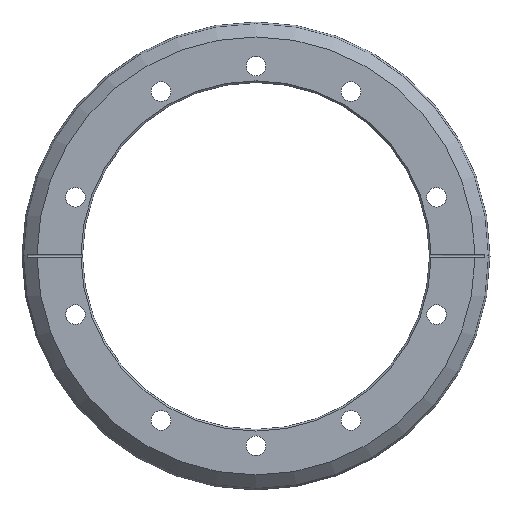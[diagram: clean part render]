
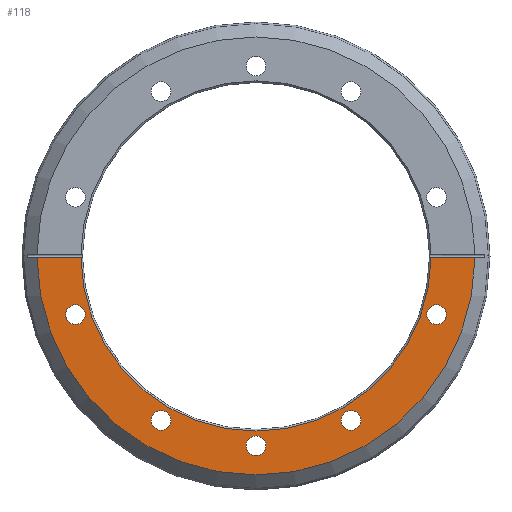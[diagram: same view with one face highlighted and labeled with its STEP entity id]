
A CAD part, top view. The second image highlights one B-rep face of the part: STEP entity #118.
In plain terms, the highlighted planar face has unit normal (0, 0, 1).
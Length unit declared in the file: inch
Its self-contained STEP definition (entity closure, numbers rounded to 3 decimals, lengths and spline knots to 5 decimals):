
#9 = ORIENTED_EDGE ( 'NONE', *, *, #1720, .F. ) ;
#17 = CIRCLE ( 'NONE', #1450, 0.1875 ) ;
#26 = CIRCLE ( 'NONE', #1067, 0.1875 ) ;
#30 = FACE_BOUND ( 'NONE', #1174, .T. ) ;
#38 = DIRECTION ( 'NONE',  ( -1., 0., 0. ) ) ;
#48 = DIRECTION ( 'NONE',  ( 0., 0., -1. ) ) ;
#51 = AXIS2_PLACEMENT_3D ( 'NONE', #838, #1409, #514 ) ;
#54 = CARTESIAN_POINT ( 'NONE',  ( -1.625, -3.13934, 0. ) ) ;
#65 = CARTESIAN_POINT ( 'NONE',  ( 3.26014, -1.12, 0. ) ) ;
#81 = CARTESIAN_POINT ( 'NONE',  ( -1.8125, -3.13934, 0. ) ) ;
#118 = ADVANCED_FACE ( 'NONE', ( #1560, #1309, #30, #934, #1496, #627 ), #337, .F. ) ;
#123 = DIRECTION ( 'NONE',  ( 0., 0., -1. ) ) ;
#131 = CARTESIAN_POINT ( 'NONE',  ( 1.8125, -3.13934, 0. ) ) ;
#141 = LINE ( 'NONE', #573, #1306 ) ;
#143 = CARTESIAN_POINT ( 'NONE',  ( -4.18205, -0.03125, 0. ) ) ;
#220 = CARTESIAN_POINT ( 'NONE',  ( 0., 3.3125, 0. ) ) ;
#242 = ORIENTED_EDGE ( 'NONE', *, *, #1579, .T. ) ;
#262 = CARTESIAN_POINT ( 'NONE',  ( 0., -3.625, 0. ) ) ;
#264 = CIRCLE ( 'NONE', #51, 0.1875 ) ;
#283 = ORIENTED_EDGE ( 'NONE', *, *, #1678, .T. ) ;
#295 = CIRCLE ( 'NONE', #584, 0.1875 ) ;
#306 = EDGE_CURVE ( 'NONE', #660, #803, #523, .T. ) ;
#320 = CARTESIAN_POINT ( 'NONE',  ( 0., 0., 0. ) ) ;
#337 = PLANE ( 'NONE',  #1185 ) ;
#349 = EDGE_CURVE ( 'NONE', #513, #549, #264, .T. ) ;
#350 = ORIENTED_EDGE ( 'NONE', *, *, #306, .T. ) ;
#356 = CIRCLE ( 'NONE', #1148, 0.1875 ) ;
#371 = CARTESIAN_POINT ( 'NONE',  ( -3.44764, -1.12, 0. ) ) ;
#374 = VERTEX_POINT ( 'NONE', #1012 ) ;
#429 = ORIENTED_EDGE ( 'NONE', *, *, #571, .T. ) ;
#460 = ORIENTED_EDGE ( 'NONE', *, *, #1749, .T. ) ;
#468 = AXIS2_PLACEMENT_3D ( 'NONE', #1818, #685, #1081 ) ;
#473 = EDGE_LOOP ( 'NONE', ( #1106, #1353 ) ) ;
#502 = CIRCLE ( 'NONE', #676, 0.1875 ) ;
#513 = VERTEX_POINT ( 'NONE', #1753 ) ;
#514 = DIRECTION ( 'NONE',  ( -1., 0., 0. ) ) ;
#518 = CARTESIAN_POINT ( 'NONE',  ( 4.18205, -0.03125, 0. ) ) ;
#523 = CIRCLE ( 'NONE', #468, 3.34375 ) ;
#531 = DIRECTION ( 'NONE',  ( 0., 0., -1. ) ) ;
#533 = ORIENTED_EDGE ( 'NONE', *, *, #349, .T. ) ;
#534 = EDGE_CURVE ( 'NONE', #1402, #1080, #17, .T. ) ;
#549 = VERTEX_POINT ( 'NONE', #1745 ) ;
#571 = EDGE_CURVE ( 'NONE', #1618, #1569, #356, .T. ) ;
#573 = CARTESIAN_POINT ( 'NONE',  ( -4.48875, -0.03125, 0. ) ) ;
#584 = AXIS2_PLACEMENT_3D ( 'NONE', #131, #123, #1126 ) ;
#621 = AXIS2_PLACEMENT_3D ( 'NONE', #320, #1463, #749 ) ;
#627 = FACE_OUTER_BOUND ( 'NONE', #1267, .T. ) ;
#630 = CARTESIAN_POINT ( 'NONE',  ( -4.48875, -0.03125, 0. ) ) ;
#632 = CARTESIAN_POINT ( 'NONE',  ( -1.8125, -3.13934, 0. ) ) ;
#645 = AXIS2_PLACEMENT_3D ( 'NONE', #1212, #1347, #1329 ) ;
#660 = VERTEX_POINT ( 'NONE', #1221 ) ;
#670 = CARTESIAN_POINT ( 'NONE',  ( 3.44764, -1.12, 0. ) ) ;
#676 = AXIS2_PLACEMENT_3D ( 'NONE', #262, #850, #1670 ) ;
#685 = DIRECTION ( 'NONE',  ( 0., 0., -1. ) ) ;
#697 = DIRECTION ( 'NONE',  ( -1., 0., 0. ) ) ;
#702 = CIRCLE ( 'NONE', #645, 0.1875 ) ;
#715 = CARTESIAN_POINT ( 'NONE',  ( 2., -3.13934, 0. ) ) ;
#739 = AXIS2_PLACEMENT_3D ( 'NONE', #670, #1252, #697 ) ;
#749 = DIRECTION ( 'NONE',  ( 1., 0., 0. ) ) ;
#778 = EDGE_CURVE ( 'NONE', #1461, #1207, #295, .T. ) ;
#796 = AXIS2_PLACEMENT_3D ( 'NONE', #371, #48, #1495 ) ;
#798 = CIRCLE ( 'NONE', #621, 4.18217 ) ;
#803 = VERTEX_POINT ( 'NONE', #1406 ) ;
#834 = ORIENTED_EDGE ( 'NONE', *, *, #1130, .T. ) ;
#838 = CARTESIAN_POINT ( 'NONE',  ( 0., -3.625, 0. ) ) ;
#850 = DIRECTION ( 'NONE',  ( 0., 0., -1. ) ) ;
#856 = AXIS2_PLACEMENT_3D ( 'NONE', #1794, #531, #1249 ) ;
#922 = ORIENTED_EDGE ( 'NONE', *, *, #1812, .F. ) ;
#934 = FACE_BOUND ( 'NONE', #1443, .T. ) ;
#991 = VERTEX_POINT ( 'NONE', #518 ) ;
#1012 = CARTESIAN_POINT ( 'NONE',  ( -3.63514, -1.12, 0. ) ) ;
#1054 = DIRECTION ( 'NONE',  ( -1., 0., 0. ) ) ;
#1067 = AXIS2_PLACEMENT_3D ( 'NONE', #81, #1096, #1378 ) ;
#1068 = EDGE_LOOP ( 'NONE', ( #533, #460 ) ) ;
#1077 = LINE ( 'NONE', #630, #1244 ) ;
#1080 = VERTEX_POINT ( 'NONE', #1117 ) ;
#1081 = DIRECTION ( 'NONE',  ( -1., 0., 0. ) ) ;
#1095 = ORIENTED_EDGE ( 'NONE', *, *, #1415, .T. ) ;
#1096 = DIRECTION ( 'NONE',  ( 0., 0., -1. ) ) ;
#1106 = ORIENTED_EDGE ( 'NONE', *, *, #1769, .T. ) ;
#1117 = CARTESIAN_POINT ( 'NONE',  ( 3.63514, -1.12, 0. ) ) ;
#1126 = DIRECTION ( 'NONE',  ( -1., 0., 0. ) ) ;
#1130 = EDGE_CURVE ( 'NONE', #374, #1387, #1337, .T. ) ;
#1148 = AXIS2_PLACEMENT_3D ( 'NONE', #632, #1201, #1054 ) ;
#1174 = EDGE_LOOP ( 'NONE', ( #429, #283 ) ) ;
#1180 = EDGE_LOOP ( 'NONE', ( #1462, #1233 ) ) ;
#1185 = AXIS2_PLACEMENT_3D ( 'NONE', #220, #1348, #1763 ) ;
#1199 = DIRECTION ( 'NONE',  ( 1., 0., 0. ) ) ;
#1201 = DIRECTION ( 'NONE',  ( 0., 0., -1. ) ) ;
#1207 = VERTEX_POINT ( 'NONE', #715 ) ;
#1212 = CARTESIAN_POINT ( 'NONE',  ( 1.8125, -3.13934, 0. ) ) ;
#1221 = CARTESIAN_POINT ( 'NONE',  ( 3.3436, -0.03125, 0. ) ) ;
#1233 = ORIENTED_EDGE ( 'NONE', *, *, #778, .T. ) ;
#1244 = VECTOR ( 'NONE', #1199, 39.37008 ) ;
#1249 = DIRECTION ( 'NONE',  ( -1., 0., 0. ) ) ;
#1252 = DIRECTION ( 'NONE',  ( 0., 0., -1. ) ) ;
#1267 = EDGE_LOOP ( 'NONE', ( #242, #922, #350, #9 ) ) ;
#1306 = VECTOR ( 'NONE', #1661, 39.37008 ) ;
#1309 = FACE_BOUND ( 'NONE', #1180, .T. ) ;
#1326 = CARTESIAN_POINT ( 'NONE',  ( 3.44764, -1.12, 0. ) ) ;
#1329 = DIRECTION ( 'NONE',  ( -1., 0., 0. ) ) ;
#1337 = CIRCLE ( 'NONE', #856, 0.1875 ) ;
#1347 = DIRECTION ( 'NONE',  ( 0., 0., -1. ) ) ;
#1348 = DIRECTION ( 'NONE',  ( 0., 0., -1. ) ) ;
#1351 = DIRECTION ( 'NONE',  ( 0., 0., -1. ) ) ;
#1353 = ORIENTED_EDGE ( 'NONE', *, *, #534, .T. ) ;
#1371 = EDGE_CURVE ( 'NONE', #1207, #1461, #702, .T. ) ;
#1378 = DIRECTION ( 'NONE',  ( -1., 0., 0. ) ) ;
#1387 = VERTEX_POINT ( 'NONE', #1619 ) ;
#1402 = VERTEX_POINT ( 'NONE', #65 ) ;
#1406 = CARTESIAN_POINT ( 'NONE',  ( -3.3436, -0.03125, 0. ) ) ;
#1409 = DIRECTION ( 'NONE',  ( 0., 0., -1. ) ) ;
#1415 = EDGE_CURVE ( 'NONE', #1387, #374, #1600, .T. ) ;
#1443 = EDGE_LOOP ( 'NONE', ( #1095, #834 ) ) ;
#1450 = AXIS2_PLACEMENT_3D ( 'NONE', #1326, #1351, #38 ) ;
#1461 = VERTEX_POINT ( 'NONE', #1503 ) ;
#1462 = ORIENTED_EDGE ( 'NONE', *, *, #1371, .T. ) ;
#1463 = DIRECTION ( 'NONE',  ( 0., 0., 1. ) ) ;
#1495 = DIRECTION ( 'NONE',  ( -1., 0., 0. ) ) ;
#1496 = FACE_BOUND ( 'NONE', #1068, .T. ) ;
#1503 = CARTESIAN_POINT ( 'NONE',  ( 1.625, -3.13934, 0. ) ) ;
#1505 = VERTEX_POINT ( 'NONE', #143 ) ;
#1539 = CIRCLE ( 'NONE', #739, 0.1875 ) ;
#1560 = FACE_BOUND ( 'NONE', #473, .T. ) ;
#1569 = VERTEX_POINT ( 'NONE', #1588 ) ;
#1579 = EDGE_CURVE ( 'NONE', #1505, #991, #798, .T. ) ;
#1588 = CARTESIAN_POINT ( 'NONE',  ( -2., -3.13934, 0. ) ) ;
#1600 = CIRCLE ( 'NONE', #796, 0.1875 ) ;
#1618 = VERTEX_POINT ( 'NONE', #54 ) ;
#1619 = CARTESIAN_POINT ( 'NONE',  ( -3.26014, -1.12, 0. ) ) ;
#1661 = DIRECTION ( 'NONE',  ( 1., 0., 0. ) ) ;
#1670 = DIRECTION ( 'NONE',  ( -1., 0., 0. ) ) ;
#1678 = EDGE_CURVE ( 'NONE', #1569, #1618, #26, .T. ) ;
#1720 = EDGE_CURVE ( 'NONE', #1505, #803, #1077, .T. ) ;
#1745 = CARTESIAN_POINT ( 'NONE',  ( -0.1875, -3.625, 0. ) ) ;
#1749 = EDGE_CURVE ( 'NONE', #549, #513, #502, .T. ) ;
#1753 = CARTESIAN_POINT ( 'NONE',  ( 0.1875, -3.625, 0. ) ) ;
#1763 = DIRECTION ( 'NONE',  ( -1., 0., 0. ) ) ;
#1769 = EDGE_CURVE ( 'NONE', #1080, #1402, #1539, .T. ) ;
#1794 = CARTESIAN_POINT ( 'NONE',  ( -3.44764, -1.12, 0. ) ) ;
#1812 = EDGE_CURVE ( 'NONE', #660, #991, #141, .T. ) ;
#1818 = CARTESIAN_POINT ( 'NONE',  ( 0., 0., 0. ) ) ;
